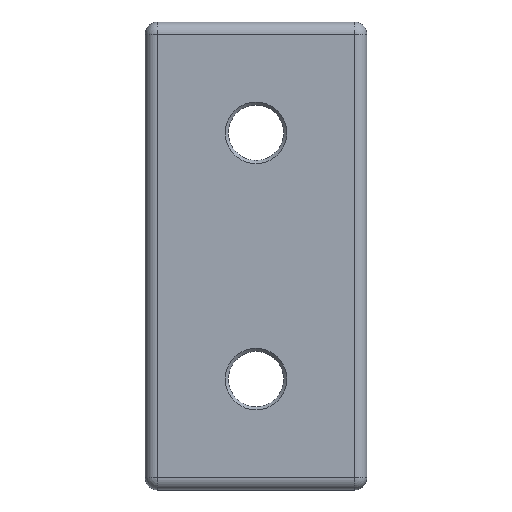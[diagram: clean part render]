
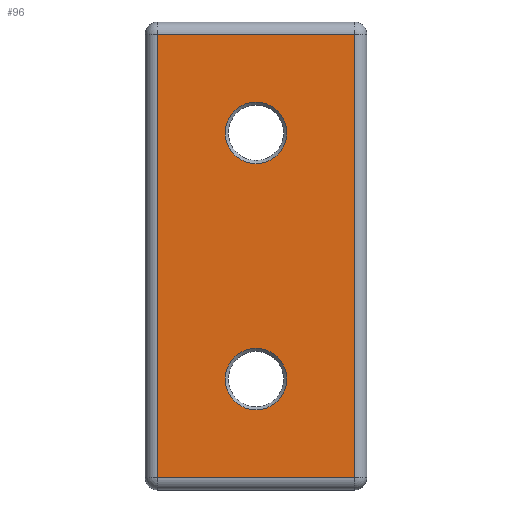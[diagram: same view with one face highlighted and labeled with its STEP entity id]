
A CAD part, top view. The second image highlights one B-rep face of the part: STEP entity #96.
In plain terms, the highlighted planar face has unit normal (0, 0, 1).
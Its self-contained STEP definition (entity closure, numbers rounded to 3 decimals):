
#96 = ADVANCED_FACE( '', ( #148, #149, #150 ), #151, .T. );
#148 = FACE_OUTER_BOUND( '', #206, .T. );
#149 = FACE_BOUND( '', #207, .T. );
#150 = FACE_BOUND( '', #208, .T. );
#151 = PLANE( '', #209 );
#206 = EDGE_LOOP( '', ( #357, #358, #359, #360 ) );
#207 = EDGE_LOOP( '', ( #361 ) );
#208 = EDGE_LOOP( '', ( #362 ) );
#209 = AXIS2_PLACEMENT_3D( '', #363, #364, #365 );
#357 = ORIENTED_EDGE( '', *, *, #398, .T. );
#358 = ORIENTED_EDGE( '', *, *, #390, .T. );
#359 = ORIENTED_EDGE( '', *, *, #395, .T. );
#360 = ORIENTED_EDGE( '', *, *, #404, .T. );
#361 = ORIENTED_EDGE( '', *, *, #405, .F. );
#362 = ORIENTED_EDGE( '', *, *, #379, .T. );
#363 = CARTESIAN_POINT( '', ( -16., 36., 6. ) );
#364 = DIRECTION( '', ( 0., 0., 1. ) );
#365 = DIRECTION( '', ( 1., 0., 0. ) );
#379 = EDGE_CURVE( '', #426, #426, #427, .T. );
#390 = EDGE_CURVE( '', #441, #445, #447, .T. );
#395 = EDGE_CURVE( '', #445, #452, #454, .T. );
#398 = EDGE_CURVE( '', #455, #441, #459, .T. );
#404 = EDGE_CURVE( '', #452, #455, #467, .T. );
#405 = EDGE_CURVE( '', #468, #468, #469, .T. );
#426 = VERTEX_POINT( '', #498 );
#427 = CIRCLE( '', #499, 5. );
#441 = VERTEX_POINT( '', #518 );
#445 = VERTEX_POINT( '', #523 );
#447 = LINE( '', #525, #526 );
#452 = VERTEX_POINT( '', #531 );
#454 = LINE( '', #533, #534 );
#455 = VERTEX_POINT( '', #535 );
#459 = LINE( '', #540, #541 );
#467 = LINE( '', #550, #551 );
#468 = VERTEX_POINT( '', #552 );
#469 = CIRCLE( '', #553, 5. );
#498 = CARTESIAN_POINT( '', ( -5., 20., 6. ) );
#499 = AXIS2_PLACEMENT_3D( '', #593, #594, #595 );
#518 = CARTESIAN_POINT( '', ( 16., 36., 6. ) );
#523 = CARTESIAN_POINT( '', ( -16., 36., 6. ) );
#525 = CARTESIAN_POINT( '', ( -16., 36., 6. ) );
#526 = VECTOR( '', #614, 1000. );
#531 = CARTESIAN_POINT( '', ( -16., -36., 6. ) );
#533 = CARTESIAN_POINT( '', ( -16., -36., 6. ) );
#534 = VECTOR( '', #627, 1000. );
#535 = CARTESIAN_POINT( '', ( 16., -36., 6. ) );
#540 = CARTESIAN_POINT( '', ( 16., 36., 6. ) );
#541 = VECTOR( '', #632, 1000. );
#550 = CARTESIAN_POINT( '', ( 16., -36., 6. ) );
#551 = VECTOR( '', #646, 1000. );
#552 = CARTESIAN_POINT( '', ( 5., -20., 6. ) );
#553 = AXIS2_PLACEMENT_3D( '', #647, #648, #649 );
#593 = CARTESIAN_POINT( '', ( 0., 20., 6. ) );
#594 = DIRECTION( '', ( 0., 0., -1. ) );
#595 = DIRECTION( '', ( -1., 0., 0. ) );
#614 = DIRECTION( '', ( -1., 0., 0. ) );
#627 = DIRECTION( '', ( 0., -1., 0. ) );
#632 = DIRECTION( '', ( 0., 1., 0. ) );
#646 = DIRECTION( '', ( 1., 0., 0. ) );
#647 = CARTESIAN_POINT( '', ( 0., -20., 6. ) );
#648 = DIRECTION( '', ( 0., 0., 1. ) );
#649 = DIRECTION( '', ( 1., 0., 0. ) );
